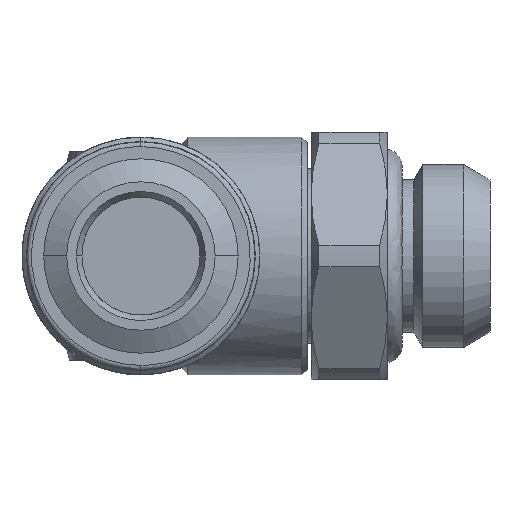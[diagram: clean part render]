
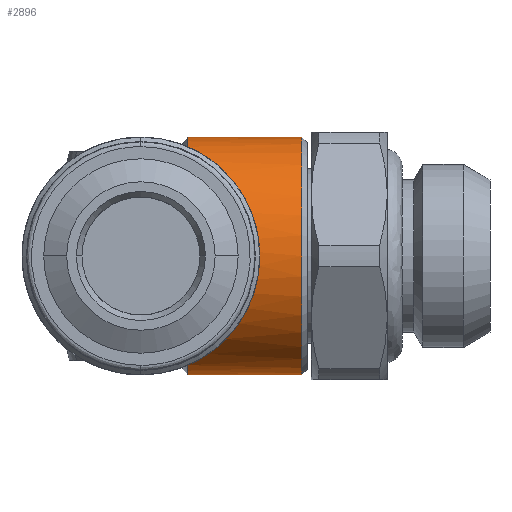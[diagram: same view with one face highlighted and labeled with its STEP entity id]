
A CAD part, left-side view. The second image highlights one B-rep face of the part: STEP entity #2896.
In plain terms, the highlighted cylindrical face has radius 6.25 mm (diameter 12.5 mm), a partial arc.
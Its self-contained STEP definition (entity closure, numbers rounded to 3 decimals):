
#252 = CARTESIAN_POINT ( 'NONE',  ( -5.028, -59.824, 36.837 ) ) ;
#255 = DIRECTION ( 'NONE',  ( 0., 0., 1. ) ) ;
#257 = DIRECTION ( 'NONE',  ( 0., 1., 0. ) ) ;
#391 = CARTESIAN_POINT ( 'NONE',  ( -5.028, -53.842, 30.587 ) ) ;
#418 = CARTESIAN_POINT ( 'NONE',  ( -5.028, -59.824, 30.587 ) ) ;
#423 = CARTESIAN_POINT ( 'NONE',  ( -5.028, -53.842, 43.087 ) ) ;
#434 = CARTESIAN_POINT ( 'NONE',  ( -7.496, -53.842, 31.094 ) ) ;
#438 = CARTESIAN_POINT ( 'NONE',  ( -7.496, -53.842, 42.579 ) ) ;
#564 = CARTESIAN_POINT ( 'NONE',  ( -5.028, -59.824, 43.087 ) ) ;
#767 = ORIENTED_EDGE ( 'NONE', *, *, #3839, .F. ) ;
#768 = ORIENTED_EDGE ( 'NONE', *, *, #3810, .F. ) ;
#778 = ORIENTED_EDGE ( 'NONE', *, *, #3968, .T. ) ;
#779 = ORIENTED_EDGE ( 'NONE', *, *, #3893, .T. ) ;
#780 = ORIENTED_EDGE ( 'NONE', *, *, #3840, .F. ) ;
#781 = ORIENTED_EDGE ( 'NONE', *, *, #3848, .F. ) ;
#1231 = EDGE_LOOP ( 'NONE', ( #767, #768, #778, #779, #780, #781 ) ) ;
#1705 = DIRECTION ( 'NONE',  ( 0., 1., 0. ) ) ;
#1726 = CARTESIAN_POINT ( 'NONE',  ( -5.028, -59.824, 43.087 ) ) ;
#1958 = DIRECTION ( 'NONE',  ( 0., 0., 1. ) ) ;
#1959 = DIRECTION ( 'NONE',  ( 0., -1., 0. ) ) ;
#1960 = CARTESIAN_POINT ( 'NONE',  ( -5.028, -53.842, 36.837 ) ) ;
#2105 = DIRECTION ( 'NONE',  ( -1., 0., 0. ) ) ;
#2106 = DIRECTION ( 'NONE',  ( 0., 1., 0. ) ) ;
#2107 = CARTESIAN_POINT ( 'NONE',  ( -5.028, -53.842, 36.837 ) ) ;
#2144 = CARTESIAN_POINT ( 'NONE',  ( -7.496, -53.842, 42.579 ) ) ;
#2145 = CARTESIAN_POINT ( 'NONE',  ( -13.392, -59.738, 40.046 ) ) ;
#2148 = DIRECTION ( 'NONE',  ( 0., 1., 0. ) ) ;
#2149 = CARTESIAN_POINT ( 'NONE',  ( -7.496, -53.842, 31.094 ) ) ;
#2155 = CARTESIAN_POINT ( 'NONE',  ( -5.028, -59.824, 30.587 ) ) ;
#2156 = CARTESIAN_POINT ( 'NONE',  ( -13.392, -59.738, 33.628 ) ) ;
#2255 = DIRECTION ( 'NONE',  ( -1., 0., 0. ) ) ;
#2256 = DIRECTION ( 'NONE',  ( 0., -1., 0. ) ) ;
#2257 = CARTESIAN_POINT ( 'NONE',  ( -5.028, -59.824, 36.837 ) ) ;
#2896 = ADVANCED_FACE ( 'NONE', ( #4104 ), #4099, .T. ) ;
#3464 = AXIS2_PLACEMENT_3D ( 'NONE', #252, #257, #255 ) ;
#3810 = EDGE_CURVE ( 'NONE', #4360, #4315, #5238, .T. ) ;
#3839 = EDGE_CURVE ( 'NONE', #4315, #4567, #5140, .T. ) ;
#3840 = EDGE_CURVE ( 'NONE', #4532, #4528, #7888, .T. ) ;
#3848 = EDGE_CURVE ( 'NONE', #4567, #4532, #5124, .T. ) ;
#3893 = EDGE_CURVE ( 'NONE', #4309, #4528, #5031, .T. ) ;
#3968 = EDGE_CURVE ( 'NONE', #4360, #4309, #5621, .T. ) ;
#4099 = CYLINDRICAL_SURFACE ( 'NONE', #3464, 6.25 ) ;
#4104 = FACE_OUTER_BOUND ( 'NONE', #1231, .T. ) ;
#4309 = VERTEX_POINT ( 'NONE', #423 ) ;
#4315 = VERTEX_POINT ( 'NONE', #418 ) ;
#4360 = VERTEX_POINT ( 'NONE', #564 ) ;
#4528 = VERTEX_POINT ( 'NONE', #438 ) ;
#4532 = VERTEX_POINT ( 'NONE', #434 ) ;
#4567 = VERTEX_POINT ( 'NONE', #391 ) ;
#5031 = CIRCLE ( 'NONE', #7512, 6.25 ) ;
#5124 = CIRCLE ( 'NONE', #7530, 6.25 ) ;
#5132 = VECTOR ( 'NONE', #2148, 1000. ) ;
#5140 = LINE ( 'NONE', #2155, #5132 ) ;
#5238 = CIRCLE ( 'NONE', #7544, 6.25 ) ;
#5619 = VECTOR ( 'NONE', #1705, 1000. ) ;
#5621 = LINE ( 'NONE', #1726, #5619 ) ;
#7512 = AXIS2_PLACEMENT_3D ( 'NONE', #1960, #1959, #1958 ) ;
#7530 = AXIS2_PLACEMENT_3D ( 'NONE', #2107, #2106, #2105 ) ;
#7544 = AXIS2_PLACEMENT_3D ( 'NONE', #2257, #2256, #2255 ) ;
#7888 =( BOUNDED_CURVE ( )  B_SPLINE_CURVE ( 3, ( #2149, #2156, #2145, #2144 ),
 .UNSPECIFIED., .F., .F. ) 
 B_SPLINE_CURVE_WITH_KNOTS ( ( 4, 4 ),
 ( 1.977, 4.307 ),
 .UNSPECIFIED. ) 
 CURVE ( )  GEOMETRIC_REPRESENTATION_ITEM ( )  RATIONAL_B_SPLINE_CURVE ( ( 1., 0.596, 0.596, 1. ) ) 
 REPRESENTATION_ITEM ( '' )  );
